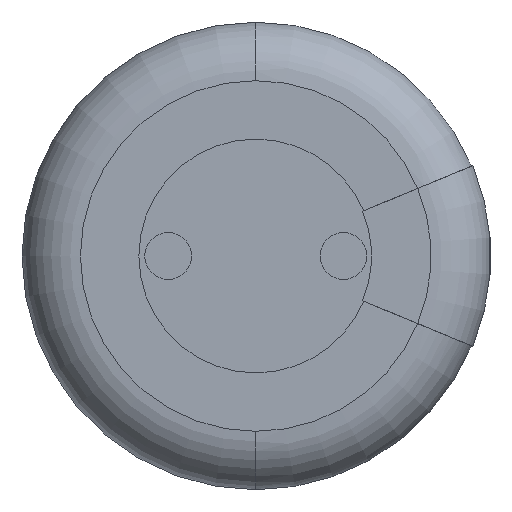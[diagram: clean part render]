
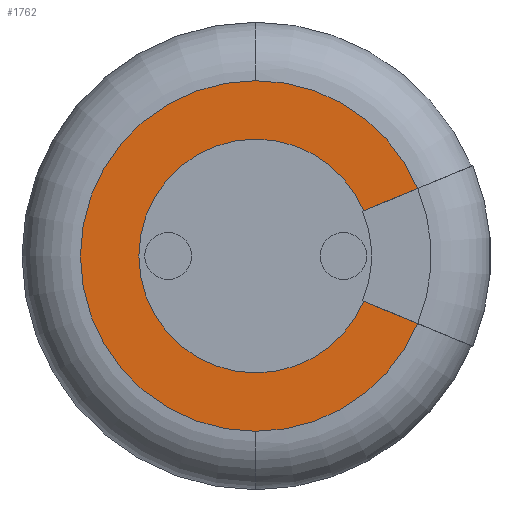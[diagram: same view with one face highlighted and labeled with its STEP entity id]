
A CAD part, front view. The second image highlights one B-rep face of the part: STEP entity #1762.
In plain terms, the highlighted planar face has unit normal (0, -1, 0).
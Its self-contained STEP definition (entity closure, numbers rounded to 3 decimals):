
#34 = DIRECTION ( 'NONE',  ( 0., 0., -1. ) ) ;
#54 = CARTESIAN_POINT ( 'NONE',  ( 0.922, 0., 0.386 ) ) ;
#67 = CIRCLE ( 'NONE', #469, 1.5 ) ;
#113 = CARTESIAN_POINT ( 'NONE',  ( 1.279, 0., -0.534 ) ) ;
#141 = AXIS2_PLACEMENT_3D ( 'NONE', #240, #1429, #411 ) ;
#144 = CARTESIAN_POINT ( 'NONE',  ( 0., 0., -1. ) ) ;
#169 = CARTESIAN_POINT ( 'NONE',  ( 0.922, 0., -0.386 ) ) ;
#189 = EDGE_CURVE ( 'NONE', #1252, #1061, #2183, .T. ) ;
#206 = AXIS2_PLACEMENT_3D ( 'NONE', #1300, #288, #1481 ) ;
#240 = CARTESIAN_POINT ( 'NONE',  ( 0., 0., 0. ) ) ;
#288 = DIRECTION ( 'NONE',  ( 0., -1., 0. ) ) ;
#328 = AXIS2_PLACEMENT_3D ( 'NONE', #439, #1638, #620 ) ;
#347 = LINE ( 'NONE', #113, #2117 ) ;
#375 = EDGE_CURVE ( 'NONE', #980, #813, #504, .T. ) ;
#395 = EDGE_CURVE ( 'NONE', #874, #1519, #347, .T. ) ;
#411 = DIRECTION ( 'NONE',  ( 0., 0., -1. ) ) ;
#439 = CARTESIAN_POINT ( 'NONE',  ( 1.5, 0., 0. ) ) ;
#469 = AXIS2_PLACEMENT_3D ( 'NONE', #1786, #770, #1969 ) ;
#492 = ORIENTED_EDGE ( 'NONE', *, *, #2111, .T. ) ;
#504 = CIRCLE ( 'NONE', #1845, 1. ) ;
#510 = AXIS2_PLACEMENT_3D ( 'NONE', #791, #1992, #967 ) ;
#585 = DIRECTION ( 'NONE',  ( -0.924, 0., -0.383 ) ) ;
#620 = DIRECTION ( 'NONE',  ( 0., 0., -1. ) ) ;
#715 = CARTESIAN_POINT ( 'NONE',  ( 0., 0., -1.5 ) ) ;
#717 = ORIENTED_EDGE ( 'NONE', *, *, #375, .F. ) ;
#770 = DIRECTION ( 'NONE',  ( 0., -1., 0. ) ) ;
#791 = CARTESIAN_POINT ( 'NONE',  ( 0., 0., 0. ) ) ;
#813 = VERTEX_POINT ( 'NONE', #144 ) ;
#862 = ORIENTED_EDGE ( 'NONE', *, *, #189, .T. ) ;
#874 = VERTEX_POINT ( 'NONE', #2027 ) ;
#954 = CARTESIAN_POINT ( 'NONE',  ( 0., 0., 0. ) ) ;
#967 = DIRECTION ( 'NONE',  ( 0., 0., -1. ) ) ;
#980 = VERTEX_POINT ( 'NONE', #1889 ) ;
#1061 = VERTEX_POINT ( 'NONE', #715 ) ;
#1071 = DIRECTION ( 'NONE',  ( 0., -1., 0. ) ) ;
#1087 = EDGE_LOOP ( 'NONE', ( #1689, #492, #862, #1705, #1692, #1351, #717, #2015 ) ) ;
#1093 = CARTESIAN_POINT ( 'NONE',  ( 1.279, 0., 0.534 ) ) ;
#1094 = AXIS2_PLACEMENT_3D ( 'NONE', #2097, #1071, #34 ) ;
#1126 = CIRCLE ( 'NONE', #141, 1. ) ;
#1130 = DIRECTION ( 'NONE',  ( 0., 0., -1. ) ) ;
#1235 = VERTEX_POINT ( 'NONE', #1448 ) ;
#1252 = VERTEX_POINT ( 'NONE', #1792 ) ;
#1278 = PLANE ( 'NONE',  #328 ) ;
#1283 = EDGE_CURVE ( 'NONE', #1710, #980, #1972, .T. ) ;
#1297 = DIRECTION ( 'NONE',  ( -0.924, 0., 0.383 ) ) ;
#1300 = CARTESIAN_POINT ( 'NONE',  ( 0., 0., 0. ) ) ;
#1351 = ORIENTED_EDGE ( 'NONE', *, *, #1699, .F. ) ;
#1429 = DIRECTION ( 'NONE',  ( 0., -1., 0. ) ) ;
#1434 = CIRCLE ( 'NONE', #206, 1.5 ) ;
#1448 = CARTESIAN_POINT ( 'NONE',  ( 1.384, 0., 0.578 ) ) ;
#1481 = DIRECTION ( 'NONE',  ( 0., 0., -1. ) ) ;
#1519 = VERTEX_POINT ( 'NONE', #169 ) ;
#1638 = DIRECTION ( 'NONE',  ( 0., -1., 0. ) ) ;
#1689 = ORIENTED_EDGE ( 'NONE', *, *, #2096, .F. ) ;
#1692 = ORIENTED_EDGE ( 'NONE', *, *, #395, .T. ) ;
#1699 = EDGE_CURVE ( 'NONE', #813, #1519, #1126, .T. ) ;
#1705 = ORIENTED_EDGE ( 'NONE', *, *, #1806, .T. ) ;
#1710 = VERTEX_POINT ( 'NONE', #54 ) ;
#1750 = VECTOR ( 'NONE', #585, 1000. ) ;
#1762 = ADVANCED_FACE ( 'NONE', ( #2165 ), #1278, .T. ) ;
#1786 = CARTESIAN_POINT ( 'NONE',  ( 0., 0., 0. ) ) ;
#1792 = CARTESIAN_POINT ( 'NONE',  ( 0., 0., 1.5 ) ) ;
#1801 = LINE ( 'NONE', #1093, #1750 ) ;
#1806 = EDGE_CURVE ( 'NONE', #1061, #874, #1434, .T. ) ;
#1845 = AXIS2_PLACEMENT_3D ( 'NONE', #954, #2156, #1130 ) ;
#1889 = CARTESIAN_POINT ( 'NONE',  ( 0., 0., 1. ) ) ;
#1969 = DIRECTION ( 'NONE',  ( 0., 0., -1. ) ) ;
#1972 = CIRCLE ( 'NONE', #510, 1. ) ;
#1992 = DIRECTION ( 'NONE',  ( 0., -1., 0. ) ) ;
#2015 = ORIENTED_EDGE ( 'NONE', *, *, #1283, .F. ) ;
#2027 = CARTESIAN_POINT ( 'NONE',  ( 1.384, 0., -0.578 ) ) ;
#2096 = EDGE_CURVE ( 'NONE', #1235, #1710, #1801, .T. ) ;
#2097 = CARTESIAN_POINT ( 'NONE',  ( 0., 0., 0. ) ) ;
#2111 = EDGE_CURVE ( 'NONE', #1235, #1252, #67, .T. ) ;
#2117 = VECTOR ( 'NONE', #1297, 1000. ) ;
#2156 = DIRECTION ( 'NONE',  ( 0., -1., 0. ) ) ;
#2165 = FACE_OUTER_BOUND ( 'NONE', #1087, .T. ) ;
#2183 = CIRCLE ( 'NONE', #1094, 1.5 ) ;
